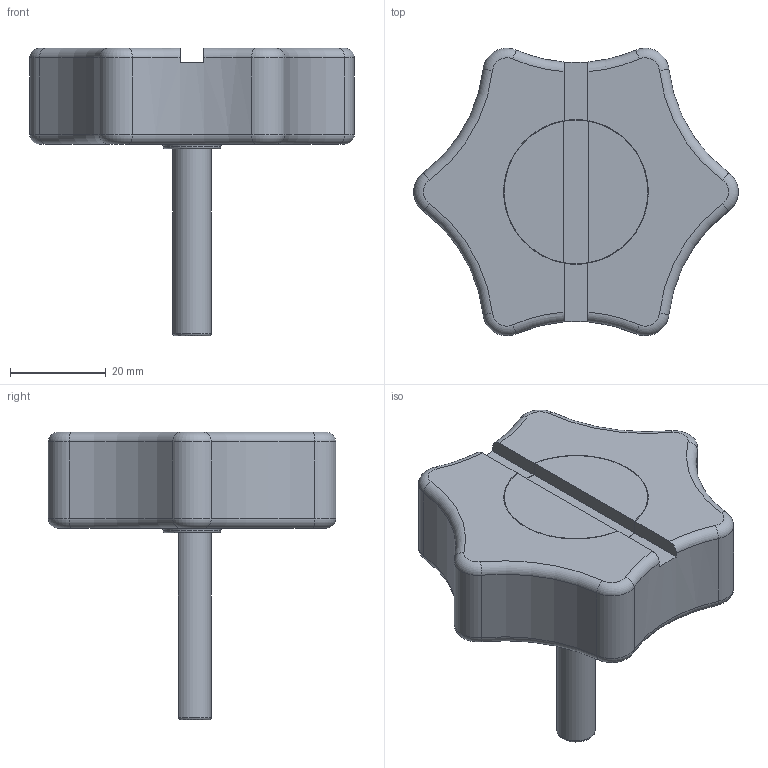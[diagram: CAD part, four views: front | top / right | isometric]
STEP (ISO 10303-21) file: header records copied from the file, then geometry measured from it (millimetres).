
FILE_DESCRIPTION(/* description */ (''),/* implementation_level */ '2;1');
FILE_NAME(/* name */ 'ToolLockAssy.stp',/* time_stamp */ '2025-10-26T13:14:52-05:00',/* author */ ('tvoko'),/* organization */ (''),/* preprocessor_version */ 'ST-DEVELOPER v20',/* originating_system */ 'Autodesk Inventor 2025',/* authorisation */ '');
FILE_SCHEMA (('AUTOMOTIVE_DESIGN { 1 0 10303 214 3 1 1 }'));
Products named in the file (4): ToolLockAssy; ToolMount; Tool-Lock-Knob; 8mm D-Shaft axle (3d print)
Assembly tree (3 placements, depth 2):
  ToolLockAssy
    ToolMount
    Tool-Lock-Knob
    8mm D-Shaft axle (3d print)
Bounding box: 67.7 x 59.98 x 60 mm (x, y, z)
Volume: 55777.2 mm3; surface area: 15688 mm2
Topology: 3 solids, 3 shells, 120 faces, 304 edges, 193 vertices
Faces by surface type: plane 52, torus 32, cylinder 22, bspline 10, cone 4
Full cylindrical faces by diameter (mm): 8.1 x1, 12 x1, 24 x1, 24.2 x1, 30 x1, 30.2 x1
Entity records: 4090 total; most frequent: CARTESIAN_POINT 1084, DIRECTION 617, ORIENTED_EDGE 608, EDGE_CURVE 304, AXIS2_PLACEMENT_3D 254, VERTEX_POINT 193, CIRCLE 137, EDGE_LOOP 125
